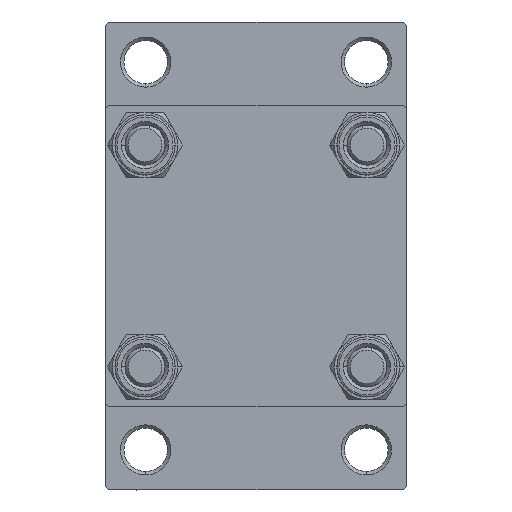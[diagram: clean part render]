
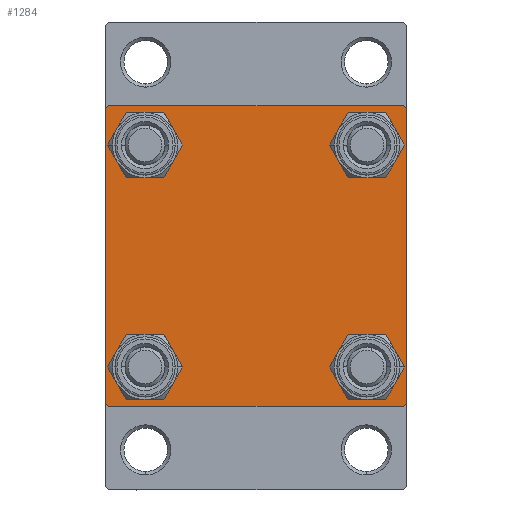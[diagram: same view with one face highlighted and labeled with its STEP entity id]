
A CAD part, left-side view. The second image highlights one B-rep face of the part: STEP entity #1284.
In plain terms, the highlighted planar face has unit normal (-1, 0, 0).
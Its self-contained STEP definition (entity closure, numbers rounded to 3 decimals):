
#890 = CARTESIAN_POINT ( 'NONE',  ( 0., 22.5, -22. ) ) ;
#1261 = CARTESIAN_POINT ( 'NONE',  ( 0., 16.6, -20.1 ) ) ;
#1284 = ADVANCED_FACE ( 'NONE', ( #16847, #28284, #17322, #17085, #34503 ), #30925, .T. ) ;
#1298 = EDGE_LOOP ( 'NONE', ( #2147, #5144 ) ) ;
#1704 = CARTESIAN_POINT ( 'NONE',  ( 0., 16.6, -16.6 ) ) ;
#2147 = ORIENTED_EDGE ( 'NONE', *, *, #26800, .T. ) ;
#2325 = ORIENTED_EDGE ( 'NONE', *, *, #24726, .T. ) ;
#2585 = VERTEX_POINT ( 'NONE', #3828 ) ;
#3449 = CIRCLE ( 'NONE', #21704, 3.5 ) ;
#3531 = DIRECTION ( 'NONE',  ( 1., 0., 0. ) ) ;
#3698 = EDGE_LOOP ( 'NONE', ( #20121, #43333, #9737, #14439, #46642, #2325, #42386, #20156 ) ) ;
#3828 = CARTESIAN_POINT ( 'NONE',  ( 0., -22., 22.5 ) ) ;
#3929 = DIRECTION ( 'NONE',  ( 0., -1., 0. ) ) ;
#5144 = ORIENTED_EDGE ( 'NONE', *, *, #36440, .T. ) ;
#5503 = VERTEX_POINT ( 'NONE', #1261 ) ;
#5601 = VERTEX_POINT ( 'NONE', #21212 ) ;
#5800 = AXIS2_PLACEMENT_3D ( 'NONE', #1704, #33430, #37051 ) ;
#8041 = DIRECTION ( 'NONE',  ( 1., 0., 0. ) ) ;
#8044 = CARTESIAN_POINT ( 'NONE',  ( 0., -16.6, -16.6 ) ) ;
#8425 = CARTESIAN_POINT ( 'NONE',  ( 0., 22., -22.5 ) ) ;
#8513 = VERTEX_POINT ( 'NONE', #890 ) ;
#8667 = CARTESIAN_POINT ( 'NONE',  ( 0., 22.25, 22.25 ) ) ;
#9200 = CARTESIAN_POINT ( 'NONE',  ( 0., 22.5, 22.5 ) ) ;
#9211 = EDGE_CURVE ( 'NONE', #20358, #5601, #30508, .T. ) ;
#9639 = CARTESIAN_POINT ( 'NONE',  ( 0., -22., -22.5 ) ) ;
#9737 = ORIENTED_EDGE ( 'NONE', *, *, #10612, .T. ) ;
#10077 = AXIS2_PLACEMENT_3D ( 'NONE', #24292, #46243, #30965 ) ;
#10175 = DIRECTION ( 'NONE',  ( -1., 0., 0. ) ) ;
#10314 = AXIS2_PLACEMENT_3D ( 'NONE', #29194, #44001, #18244 ) ;
#10612 = EDGE_CURVE ( 'NONE', #23781, #20358, #39767, .T. ) ;
#11179 = CARTESIAN_POINT ( 'NONE',  ( 0., -22.5, 22. ) ) ;
#11331 = ORIENTED_EDGE ( 'NONE', *, *, #15125, .T. ) ;
#11601 = LINE ( 'NONE', #36689, #41555 ) ;
#12148 = DIRECTION ( 'NONE',  ( 0., -0.707, 0.707 ) ) ;
#12833 = DIRECTION ( 'NONE',  ( 1., 0., 0. ) ) ;
#13007 = ORIENTED_EDGE ( 'NONE', *, *, #28289, .T. ) ;
#13268 = CARTESIAN_POINT ( 'NONE',  ( 0., 22.5, 22. ) ) ;
#13585 = AXIS2_PLACEMENT_3D ( 'NONE', #20197, #10175, #38585 ) ;
#14439 = ORIENTED_EDGE ( 'NONE', *, *, #9211, .T. ) ;
#14466 = DIRECTION ( 'NONE',  ( 0., -1., 0. ) ) ;
#15125 = EDGE_CURVE ( 'NONE', #5503, #37954, #26057, .T. ) ;
#15434 = VERTEX_POINT ( 'NONE', #36928 ) ;
#15675 = AXIS2_PLACEMENT_3D ( 'NONE', #8044, #3531, #29967 ) ;
#16168 = CARTESIAN_POINT ( 'NONE',  ( 0., -16.6, 16.6 ) ) ;
#16173 = CARTESIAN_POINT ( 'NONE',  ( 0., -16.6, 13.1 ) ) ;
#16721 = VERTEX_POINT ( 'NONE', #11179 ) ;
#16758 = DIRECTION ( 'NONE',  ( 0., 0.707, -0.707 ) ) ;
#16847 = FACE_BOUND ( 'NONE', #1298, .T. ) ;
#17074 = VECTOR ( 'NONE', #39962, 1000. ) ;
#17085 = FACE_BOUND ( 'NONE', #37320, .T. ) ;
#17089 = ORIENTED_EDGE ( 'NONE', *, *, #27641, .T. ) ;
#17322 = FACE_BOUND ( 'NONE', #43046, .T. ) ;
#17710 = VERTEX_POINT ( 'NONE', #33058 ) ;
#17850 = CARTESIAN_POINT ( 'NONE',  ( 0., 16.6, 16.6 ) ) ;
#18244 = DIRECTION ( 'NONE',  ( 0., 0., 1. ) ) ;
#18736 = ORIENTED_EDGE ( 'NONE', *, *, #25568, .T. ) ;
#19061 = CARTESIAN_POINT ( 'NONE',  ( 0., -22.25, -22.25 ) ) ;
#19104 = VERTEX_POINT ( 'NONE', #16173 ) ;
#19741 = DIRECTION ( 'NONE',  ( 0., 0., 1. ) ) ;
#19902 = EDGE_CURVE ( 'NONE', #15434, #46932, #37656, .T. ) ;
#20121 = ORIENTED_EDGE ( 'NONE', *, *, #35568, .T. ) ;
#20156 = ORIENTED_EDGE ( 'NONE', *, *, #30743, .T. ) ;
#20165 = VERTEX_POINT ( 'NONE', #13268 ) ;
#20197 = CARTESIAN_POINT ( 'NONE',  ( 0., 0., 0. ) ) ;
#20358 = VERTEX_POINT ( 'NONE', #9639 ) ;
#21105 = CARTESIAN_POINT ( 'NONE',  ( 0., -16.6, -20.1 ) ) ;
#21212 = CARTESIAN_POINT ( 'NONE',  ( 0., -22.5, -22. ) ) ;
#21383 = VECTOR ( 'NONE', #14466, 1000. ) ;
#21704 = AXIS2_PLACEMENT_3D ( 'NONE', #16168, #12833, #19741 ) ;
#21834 = CARTESIAN_POINT ( 'NONE',  ( 0., 22.5, 22.5 ) ) ;
#22041 = LINE ( 'NONE', #28960, #17074 ) ;
#22841 = DIRECTION ( 'NONE',  ( 0., 0., 1. ) ) ;
#23781 = VERTEX_POINT ( 'NONE', #8425 ) ;
#23970 = VERTEX_POINT ( 'NONE', #40993 ) ;
#24292 = CARTESIAN_POINT ( 'NONE',  ( 0., 16.6, -16.6 ) ) ;
#24726 = EDGE_CURVE ( 'NONE', #16721, #2585, #22041, .T. ) ;
#24992 = VERTEX_POINT ( 'NONE', #40360 ) ;
#25162 = VECTOR ( 'NONE', #12148, 1000. ) ;
#25406 = LINE ( 'NONE', #40203, #46256 ) ;
#25545 = CIRCLE ( 'NONE', #10314, 3.5 ) ;
#25568 = EDGE_CURVE ( 'NONE', #46932, #15434, #43040, .T. ) ;
#25629 = CARTESIAN_POINT ( 'NONE',  ( 0., 16.6, 16.6 ) ) ;
#26057 = CIRCLE ( 'NONE', #10077, 3.5 ) ;
#26178 = VECTOR ( 'NONE', #16758, 1000. ) ;
#26754 = CARTESIAN_POINT ( 'NONE',  ( 0., 16.6, 20.1 ) ) ;
#26800 = EDGE_CURVE ( 'NONE', #23970, #19104, #25545, .T. ) ;
#27641 = EDGE_CURVE ( 'NONE', #17710, #38727, #37006, .T. ) ;
#27790 = AXIS2_PLACEMENT_3D ( 'NONE', #25629, #40198, #32544 ) ;
#27875 = EDGE_CURVE ( 'NONE', #24992, #2585, #36872, .T. ) ;
#28013 = LINE ( 'NONE', #9200, #45300 ) ;
#28244 = ORIENTED_EDGE ( 'NONE', *, *, #19902, .T. ) ;
#28284 = FACE_BOUND ( 'NONE', #36535, .T. ) ;
#28289 = EDGE_CURVE ( 'NONE', #37954, #5503, #42388, .T. ) ;
#28603 = VECTOR ( 'NONE', #3929, 1000. ) ;
#28960 = CARTESIAN_POINT ( 'NONE',  ( 0., -22.25, 22.25 ) ) ;
#29194 = CARTESIAN_POINT ( 'NONE',  ( 0., -16.6, 16.6 ) ) ;
#29259 = DIRECTION ( 'NONE',  ( 0., 0., 1. ) ) ;
#29967 = DIRECTION ( 'NONE',  ( 0., 0., 1. ) ) ;
#30508 = LINE ( 'NONE', #19061, #25162 ) ;
#30743 = EDGE_CURVE ( 'NONE', #24992, #20165, #41815, .T. ) ;
#30925 = PLANE ( 'NONE',  #13585 ) ;
#30965 = DIRECTION ( 'NONE',  ( 0., 0., 1. ) ) ;
#31120 = DIRECTION ( 'NONE',  ( 0., 0., -1. ) ) ;
#32294 = AXIS2_PLACEMENT_3D ( 'NONE', #17850, #8041, #29259 ) ;
#32544 = DIRECTION ( 'NONE',  ( 0., 0., 1. ) ) ;
#33058 = CARTESIAN_POINT ( 'NONE',  ( 0., -16.6, -13.1 ) ) ;
#33430 = DIRECTION ( 'NONE',  ( 1., 0., 0. ) ) ;
#34503 = FACE_OUTER_BOUND ( 'NONE', #3698, .T. ) ;
#34662 = CARTESIAN_POINT ( 'NONE',  ( 0., 16.6, -13.1 ) ) ;
#35568 = EDGE_CURVE ( 'NONE', #20165, #8513, #28013, .T. ) ;
#36440 = EDGE_CURVE ( 'NONE', #19104, #23970, #3449, .T. ) ;
#36535 = EDGE_LOOP ( 'NONE', ( #17089, #46880 ) ) ;
#36689 = CARTESIAN_POINT ( 'NONE',  ( 0., 22.25, -22.25 ) ) ;
#36872 = LINE ( 'NONE', #21834, #28603 ) ;
#36928 = CARTESIAN_POINT ( 'NONE',  ( 0., 16.6, 13.1 ) ) ;
#37006 = CIRCLE ( 'NONE', #15675, 3.5 ) ;
#37051 = DIRECTION ( 'NONE',  ( 0., 0., 1. ) ) ;
#37320 = EDGE_LOOP ( 'NONE', ( #18736, #28244 ) ) ;
#37583 = EDGE_CURVE ( 'NONE', #8513, #23781, #11601, .T. ) ;
#37656 = CIRCLE ( 'NONE', #32294, 3.5 ) ;
#37885 = CARTESIAN_POINT ( 'NONE',  ( 0., -16.6, -16.6 ) ) ;
#37954 = VERTEX_POINT ( 'NONE', #34662 ) ;
#38585 = DIRECTION ( 'NONE',  ( 0., 0., 1. ) ) ;
#38727 = VERTEX_POINT ( 'NONE', #21105 ) ;
#39767 = LINE ( 'NONE', #43805, #21383 ) ;
#39962 = DIRECTION ( 'NONE',  ( 0., 0.707, 0.707 ) ) ;
#40198 = DIRECTION ( 'NONE',  ( 1., 0., 0. ) ) ;
#40203 = CARTESIAN_POINT ( 'NONE',  ( 0., -22.5, 22.5 ) ) ;
#40360 = CARTESIAN_POINT ( 'NONE',  ( 0., 22., 22.5 ) ) ;
#40428 = DIRECTION ( 'NONE',  ( 0., 0., -1. ) ) ;
#40714 = DIRECTION ( 'NONE',  ( 0., -0.707, -0.707 ) ) ;
#40741 = DIRECTION ( 'NONE',  ( 1., 0., 0. ) ) ;
#40936 = CIRCLE ( 'NONE', #43232, 3.5 ) ;
#40993 = CARTESIAN_POINT ( 'NONE',  ( 0., -16.6, 20.1 ) ) ;
#41555 = VECTOR ( 'NONE', #40714, 1000. ) ;
#41815 = LINE ( 'NONE', #8667, #26178 ) ;
#42218 = EDGE_CURVE ( 'NONE', #38727, #17710, #40936, .T. ) ;
#42386 = ORIENTED_EDGE ( 'NONE', *, *, #27875, .F. ) ;
#42388 = CIRCLE ( 'NONE', #5800, 3.5 ) ;
#43040 = CIRCLE ( 'NONE', #27790, 3.5 ) ;
#43046 = EDGE_LOOP ( 'NONE', ( #13007, #11331 ) ) ;
#43232 = AXIS2_PLACEMENT_3D ( 'NONE', #37885, #40741, #22841 ) ;
#43333 = ORIENTED_EDGE ( 'NONE', *, *, #37583, .T. ) ;
#43805 = CARTESIAN_POINT ( 'NONE',  ( 0., 22.5, -22.5 ) ) ;
#44001 = DIRECTION ( 'NONE',  ( 1., 0., 0. ) ) ;
#44799 = EDGE_CURVE ( 'NONE', #16721, #5601, #25406, .T. ) ;
#45300 = VECTOR ( 'NONE', #31120, 1000. ) ;
#46243 = DIRECTION ( 'NONE',  ( 1., 0., 0. ) ) ;
#46256 = VECTOR ( 'NONE', #40428, 1000. ) ;
#46642 = ORIENTED_EDGE ( 'NONE', *, *, #44799, .F. ) ;
#46880 = ORIENTED_EDGE ( 'NONE', *, *, #42218, .T. ) ;
#46932 = VERTEX_POINT ( 'NONE', #26754 ) ;
